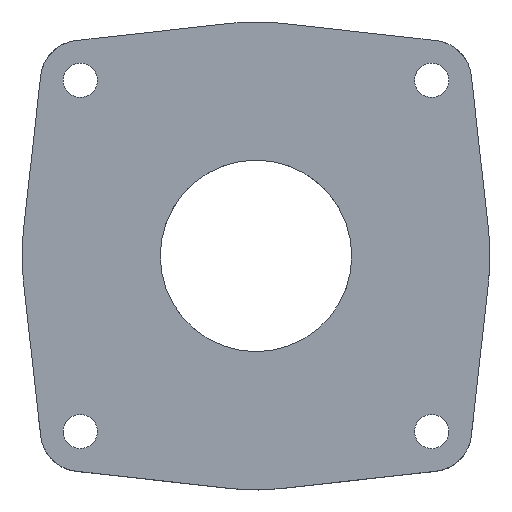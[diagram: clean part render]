
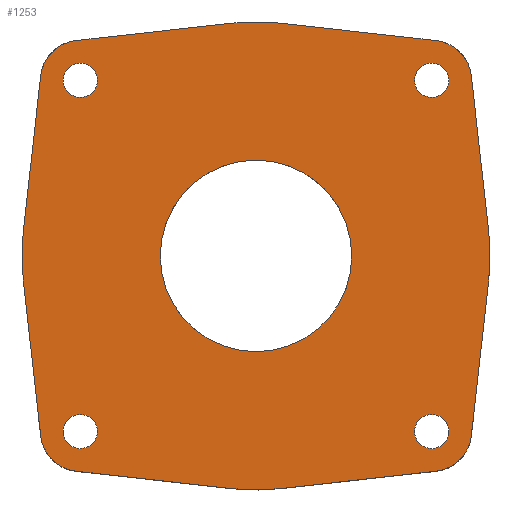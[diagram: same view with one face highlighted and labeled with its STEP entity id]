
A CAD part, top view. The second image highlights one B-rep face of the part: STEP entity #1253.
In plain terms, the highlighted planar face has unit normal (0, 0, 1).
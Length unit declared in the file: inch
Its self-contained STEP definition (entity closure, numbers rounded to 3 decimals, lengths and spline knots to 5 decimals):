
#1=CARTESIAN_POINT('',(-0.02248,0.,1.5));
#2=DIRECTION('',(0.,0.,1.));
#3=DIRECTION('',(0.994,-0.111,0.));
#4=AXIS2_PLACEMENT_3D('',#1,#2,#3);
#6=DIRECTION('',(0.111,0.994,0.));
#7=VECTOR('',#6,2.42576);
#8=CARTESIAN_POINT('',(3.37213,-2.82045,1.5));
#9=LINE('',#8,#7);
#10=CARTESIAN_POINT('',(2.751,-2.751,1.5));
#11=DIRECTION('',(0.,0.,1.));
#12=DIRECTION('',(0.111,-0.994,0.));
#13=AXIS2_PLACEMENT_3D('',#10,#11,#12);
#15=DIRECTION('',(0.994,0.111,0.));
#16=VECTOR('',#15,2.42576);
#17=CARTESIAN_POINT('',(0.40971,-3.64169,1.5));
#18=LINE('',#17,#16);
#19=CARTESIAN_POINT('',(0.,0.02248,1.5));
#20=DIRECTION('',(0.,0.,1.));
#21=DIRECTION('',(-0.111,-0.994,0.));
#22=AXIS2_PLACEMENT_3D('',#19,#20,#21);
#24=DIRECTION('',(0.994,-0.111,0.));
#25=VECTOR('',#24,2.42576);
#26=CARTESIAN_POINT('',(-2.82045,-3.37213,1.5));
#27=LINE('',#26,#25);
#28=CARTESIAN_POINT('',(-2.751,-2.751,1.5));
#29=DIRECTION('',(0.,0.,1.));
#30=DIRECTION('',(-0.994,-0.111,0.));
#31=AXIS2_PLACEMENT_3D('',#28,#29,#30);
#33=DIRECTION('',(0.111,-0.994,0.));
#34=VECTOR('',#33,2.42576);
#35=CARTESIAN_POINT('',(-3.64169,-0.40971,1.5));
#36=LINE('',#35,#34);
#37=CARTESIAN_POINT('',(0.02248,0.,1.5));
#38=DIRECTION('',(0.,0.,1.));
#39=DIRECTION('',(-0.994,0.111,0.));
#40=AXIS2_PLACEMENT_3D('',#37,#38,#39);
#42=DIRECTION('',(-0.111,-0.994,0.));
#43=VECTOR('',#42,2.42576);
#44=CARTESIAN_POINT('',(-3.37213,2.82045,1.5));
#45=LINE('',#44,#43);
#46=CARTESIAN_POINT('',(-2.751,2.751,1.5));
#47=DIRECTION('',(0.,0.,1.));
#48=DIRECTION('',(-0.111,0.994,0.));
#49=AXIS2_PLACEMENT_3D('',#46,#47,#48);
#51=DIRECTION('',(-0.994,-0.111,0.));
#52=VECTOR('',#51,2.42576);
#53=CARTESIAN_POINT('',(-0.40971,3.64169,1.5));
#54=LINE('',#53,#52);
#55=CARTESIAN_POINT('',(0.,-0.02248,1.5));
#56=DIRECTION('',(0.,0.,1.));
#57=DIRECTION('',(0.111,0.994,0.));
#58=AXIS2_PLACEMENT_3D('',#55,#56,#57);
#60=DIRECTION('',(-0.994,0.111,0.));
#61=VECTOR('',#60,2.42576);
#62=CARTESIAN_POINT('',(2.82045,3.37213,1.5));
#63=LINE('',#62,#61);
#64=CARTESIAN_POINT('',(2.751,2.751,1.5));
#65=DIRECTION('',(0.,0.,1.));
#66=DIRECTION('',(0.994,0.111,0.));
#67=AXIS2_PLACEMENT_3D('',#64,#65,#66);
#69=DIRECTION('',(-0.111,0.994,0.));
#70=VECTOR('',#69,2.42576);
#71=CARTESIAN_POINT('',(3.64169,0.40971,1.5));
#72=LINE('',#71,#70);
#73=CARTESIAN_POINT('',(0.,0.,1.5));
#74=DIRECTION('',(0.,0.,1.));
#75=DIRECTION('',(1.,0.,0.));
#76=AXIS2_PLACEMENT_3D('',#73,#74,#75);
#78=CARTESIAN_POINT('',(0.,0.,1.5));
#79=DIRECTION('',(0.,0.,1.));
#80=DIRECTION('',(-1.,0.,0.));
#81=AXIS2_PLACEMENT_3D('',#78,#79,#80);
#83=CARTESIAN_POINT('',(2.75065,2.75065,1.5));
#84=DIRECTION('',(0.,0.,1.));
#85=DIRECTION('',(1.,0.,0.));
#86=AXIS2_PLACEMENT_3D('',#83,#84,#85);
#88=CARTESIAN_POINT('',(2.75065,2.75065,1.5));
#89=DIRECTION('',(0.,0.,1.));
#90=DIRECTION('',(-1.,0.,0.));
#91=AXIS2_PLACEMENT_3D('',#88,#89,#90);
#93=CARTESIAN_POINT('',(-2.75065,2.75065,1.5));
#94=DIRECTION('',(0.,0.,1.));
#95=DIRECTION('',(1.,0.,0.));
#96=AXIS2_PLACEMENT_3D('',#93,#94,#95);
#98=CARTESIAN_POINT('',(-2.75065,2.75065,1.5));
#99=DIRECTION('',(0.,0.,1.));
#100=DIRECTION('',(-1.,0.,0.));
#101=AXIS2_PLACEMENT_3D('',#98,#99,#100);
#103=CARTESIAN_POINT('',(-2.75065,-2.75065,1.5));
#104=DIRECTION('',(0.,0.,1.));
#105=DIRECTION('',(1.,0.,0.));
#106=AXIS2_PLACEMENT_3D('',#103,#104,#105);
#108=CARTESIAN_POINT('',(-2.75065,-2.75065,1.5));
#109=DIRECTION('',(0.,0.,1.));
#110=DIRECTION('',(-1.,0.,0.));
#111=AXIS2_PLACEMENT_3D('',#108,#109,#110);
#113=CARTESIAN_POINT('',(2.75065,-2.75065,1.5));
#114=DIRECTION('',(0.,0.,1.));
#115=DIRECTION('',(1.,0.,0.));
#116=AXIS2_PLACEMENT_3D('',#113,#114,#115);
#118=CARTESIAN_POINT('',(2.75065,-2.75065,1.5));
#119=DIRECTION('',(0.,0.,1.));
#120=DIRECTION('',(-1.,0.,0.));
#121=AXIS2_PLACEMENT_3D('',#118,#119,#120);
#950=CARTESIAN_POINT('',(-2.82045,3.37213,1.5));
#951=CARTESIAN_POINT('',(-3.37213,2.82045,1.5));
#952=VERTEX_POINT('',#950);
#953=VERTEX_POINT('',#951);
#954=CARTESIAN_POINT('',(-3.37213,-2.82045,1.5));
#955=CARTESIAN_POINT('',(-2.82045,-3.37213,1.5));
#956=VERTEX_POINT('',#954);
#957=VERTEX_POINT('',#955);
#958=CARTESIAN_POINT('',(2.82045,-3.37213,1.5));
#959=CARTESIAN_POINT('',(3.37213,-2.82045,1.5));
#960=VERTEX_POINT('',#958);
#961=VERTEX_POINT('',#959);
#962=CARTESIAN_POINT('',(3.37213,2.82045,1.5));
#963=CARTESIAN_POINT('',(2.82045,3.37213,1.5));
#964=VERTEX_POINT('',#962);
#965=VERTEX_POINT('',#963);
#966=CARTESIAN_POINT('',(3.64169,-0.40971,1.5));
#967=CARTESIAN_POINT('',(3.64169,0.40971,1.5));
#968=VERTEX_POINT('',#966);
#969=VERTEX_POINT('',#967);
#970=CARTESIAN_POINT('',(0.40971,3.64169,1.5));
#971=CARTESIAN_POINT('',(-0.40971,3.64169,1.5));
#972=VERTEX_POINT('',#970);
#973=VERTEX_POINT('',#971);
#974=CARTESIAN_POINT('',(-3.64169,0.40971,1.5));
#975=CARTESIAN_POINT('',(-3.64169,-0.40971,1.5));
#976=VERTEX_POINT('',#974);
#977=VERTEX_POINT('',#975);
#978=CARTESIAN_POINT('',(-0.40971,-3.64169,1.5));
#979=CARTESIAN_POINT('',(0.40971,-3.64169,1.5));
#980=VERTEX_POINT('',#978);
#981=VERTEX_POINT('',#979);
#982=CARTESIAN_POINT('',(1.5,0.,1.5));
#983=CARTESIAN_POINT('',(-1.5,0.,1.5));
#984=VERTEX_POINT('',#982);
#985=VERTEX_POINT('',#983);
#1017=CARTESIAN_POINT('',(3.01815,2.75065,1.5));
#1018=CARTESIAN_POINT('',(2.48315,2.75065,1.5));
#1019=VERTEX_POINT('',#1017);
#1020=VERTEX_POINT('',#1018);
#1021=CARTESIAN_POINT('',(-2.48315,2.75065,1.5));
#1022=CARTESIAN_POINT('',(-3.01815,2.75065,1.5));
#1023=VERTEX_POINT('',#1021);
#1024=VERTEX_POINT('',#1022);
#1025=CARTESIAN_POINT('',(-2.48315,-2.75065,1.5));
#1026=CARTESIAN_POINT('',(-3.01815,-2.75065,1.5));
#1027=VERTEX_POINT('',#1025);
#1028=VERTEX_POINT('',#1026);
#1029=CARTESIAN_POINT('',(3.01815,-2.75065,1.5));
#1030=CARTESIAN_POINT('',(2.48315,-2.75065,1.5));
#1031=VERTEX_POINT('',#1029);
#1032=VERTEX_POINT('',#1030);
#1184=CARTESIAN_POINT('',(0.,0.,1.5));
#1185=DIRECTION('',(0.,0.,1.));
#1186=DIRECTION('',(1.,0.,0.));
#1187=AXIS2_PLACEMENT_3D('',#1184,#1185,#1186);
#1188=PLANE('',#1187);
#1190=ORIENTED_EDGE('',*,*,#1189,.F.);
#1192=ORIENTED_EDGE('',*,*,#1191,.F.);
#1194=ORIENTED_EDGE('',*,*,#1193,.F.);
#1196=ORIENTED_EDGE('',*,*,#1195,.F.);
#1198=ORIENTED_EDGE('',*,*,#1197,.F.);
#1200=ORIENTED_EDGE('',*,*,#1199,.F.);
#1202=ORIENTED_EDGE('',*,*,#1201,.F.);
#1204=ORIENTED_EDGE('',*,*,#1203,.F.);
#1206=ORIENTED_EDGE('',*,*,#1205,.F.);
#1208=ORIENTED_EDGE('',*,*,#1207,.F.);
#1210=ORIENTED_EDGE('',*,*,#1209,.F.);
#1212=ORIENTED_EDGE('',*,*,#1211,.F.);
#1214=ORIENTED_EDGE('',*,*,#1213,.F.);
#1216=ORIENTED_EDGE('',*,*,#1215,.F.);
#1218=ORIENTED_EDGE('',*,*,#1217,.F.);
#1220=ORIENTED_EDGE('',*,*,#1219,.F.);
#1221=EDGE_LOOP('',(#1190,#1192,#1194,#1196,#1198,#1200,#1202,#1204,#1206,#1208,
#1210,#1212,#1214,#1216,#1218,#1220));
#1222=FACE_OUTER_BOUND('',#1221,.F.);
#1224=ORIENTED_EDGE('',*,*,#1223,.T.);
#1226=ORIENTED_EDGE('',*,*,#1225,.T.);
#1227=EDGE_LOOP('',(#1224,#1226));
#1228=FACE_BOUND('',#1227,.F.);
#1230=ORIENTED_EDGE('',*,*,#1229,.T.);
#1232=ORIENTED_EDGE('',*,*,#1231,.T.);
#1233=EDGE_LOOP('',(#1230,#1232));
#1234=FACE_BOUND('',#1233,.F.);
#1236=ORIENTED_EDGE('',*,*,#1235,.T.);
#1238=ORIENTED_EDGE('',*,*,#1237,.T.);
#1239=EDGE_LOOP('',(#1236,#1238));
#1240=FACE_BOUND('',#1239,.F.);
#1242=ORIENTED_EDGE('',*,*,#1241,.T.);
#1244=ORIENTED_EDGE('',*,*,#1243,.T.);
#1245=EDGE_LOOP('',(#1242,#1244));
#1246=FACE_BOUND('',#1245,.F.);
#1248=ORIENTED_EDGE('',*,*,#1247,.T.);
#1250=ORIENTED_EDGE('',*,*,#1249,.T.);
#1251=EDGE_LOOP('',(#1248,#1250));
#1252=FACE_BOUND('',#1251,.F.);
#5=CIRCLE('',#4,3.687);
#14=CIRCLE('',#13,0.625);
#23=CIRCLE('',#22,3.687);
#32=CIRCLE('',#31,0.625);
#41=CIRCLE('',#40,3.687);
#50=CIRCLE('',#49,0.625);
#59=CIRCLE('',#58,3.687);
#68=CIRCLE('',#67,0.625);
#77=CIRCLE('',#76,1.5);
#82=CIRCLE('',#81,1.5);
#87=CIRCLE('',#86,0.2675);
#92=CIRCLE('',#91,0.2675);
#97=CIRCLE('',#96,0.2675);
#102=CIRCLE('',#101,0.2675);
#107=CIRCLE('',#106,0.2675);
#112=CIRCLE('',#111,0.2675);
#117=CIRCLE('',#116,0.2675);
#122=CIRCLE('',#121,0.2675);
#1189=EDGE_CURVE('',#968,#969,#5,.T.);
#1191=EDGE_CURVE('',#961,#968,#9,.T.);
#1193=EDGE_CURVE('',#960,#961,#14,.T.);
#1195=EDGE_CURVE('',#981,#960,#18,.T.);
#1197=EDGE_CURVE('',#980,#981,#23,.T.);
#1199=EDGE_CURVE('',#957,#980,#27,.T.);
#1201=EDGE_CURVE('',#956,#957,#32,.T.);
#1203=EDGE_CURVE('',#977,#956,#36,.T.);
#1205=EDGE_CURVE('',#976,#977,#41,.T.);
#1207=EDGE_CURVE('',#953,#976,#45,.T.);
#1209=EDGE_CURVE('',#952,#953,#50,.T.);
#1211=EDGE_CURVE('',#973,#952,#54,.T.);
#1213=EDGE_CURVE('',#972,#973,#59,.T.);
#1215=EDGE_CURVE('',#965,#972,#63,.T.);
#1217=EDGE_CURVE('',#964,#965,#68,.T.);
#1219=EDGE_CURVE('',#969,#964,#72,.T.);
#1223=EDGE_CURVE('',#984,#985,#77,.T.);
#1225=EDGE_CURVE('',#985,#984,#82,.T.);
#1229=EDGE_CURVE('',#1019,#1020,#87,.T.);
#1231=EDGE_CURVE('',#1020,#1019,#92,.T.);
#1235=EDGE_CURVE('',#1023,#1024,#97,.T.);
#1237=EDGE_CURVE('',#1024,#1023,#102,.T.);
#1241=EDGE_CURVE('',#1027,#1028,#107,.T.);
#1243=EDGE_CURVE('',#1028,#1027,#112,.T.);
#1247=EDGE_CURVE('',#1031,#1032,#117,.T.);
#1249=EDGE_CURVE('',#1032,#1031,#122,.T.);
#1253=ADVANCED_FACE('',(#1222,#1228,#1234,#1240,#1246,#1252),#1188,.T.);
